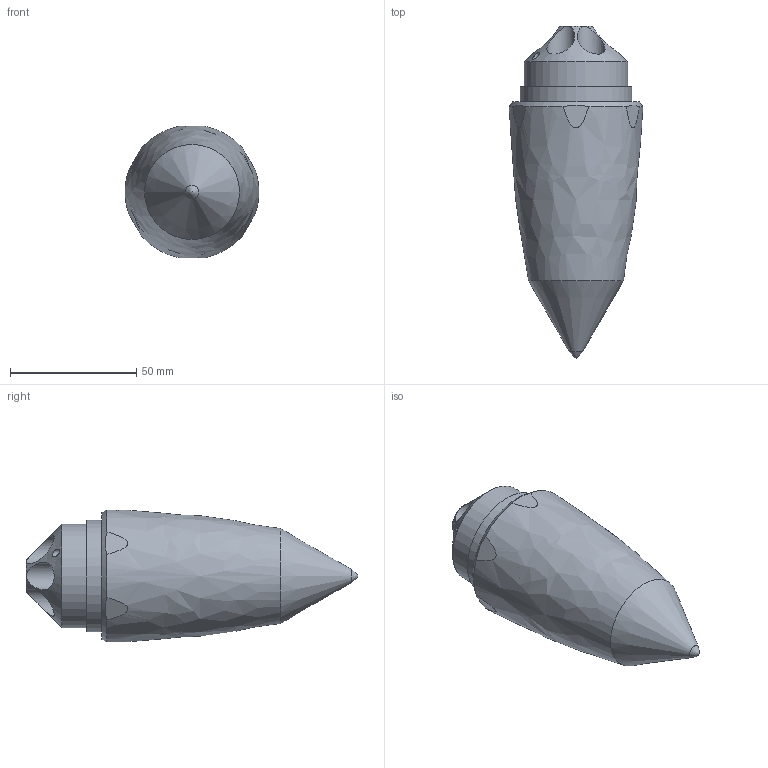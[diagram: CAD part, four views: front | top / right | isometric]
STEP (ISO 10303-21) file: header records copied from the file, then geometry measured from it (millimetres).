
FILE_DESCRIPTION(/* description */ (''),/* implementation_level */ '2;1');
FILE_NAME(/* name */ 'HOTROD tip 16-3-22.step',/* time_stamp */ '2022-03-16T13:18:33+01:00',/* author */ (''),/* organization */ (''),/* preprocessor_version */ 'ST-DEVELOPER v18.1',/* originating_system */ 'Autodesk Translation Framework v10.13.0.1454',/* authorisation */ '');
FILE_SCHEMA (('AUTOMOTIVE_DESIGN { 1 0 10303 214 3 1 1 }'));
Length unit declared in the file: millimetre
Products named in the file (1): (Unsaved)
Bounding box: 53 x 131.44 x 52.01 mm (x, y, z)
Volume: 121037.9 mm3; surface area: 35797.8 mm2
Topology: 1 solids, 1 shells, 46 faces, 93 edges, 64 vertices
Faces by surface type: plane 24, cylinder 17, cone 3, bspline 2
Full cylindrical faces by diameter (mm): 3 x2, 8.526 x1, 10 x6, 11 x6, 41 x1, 44 x1
Entity records: 1968 total; most frequent: CARTESIAN_POINT 988, DIRECTION 191, ORIENTED_EDGE 184, EDGE_CURVE 92, AXIS2_PLACEMENT_3D 85, VERTEX_POINT 64, EDGE_LOOP 62, FACE_OUTER_BOUND 46
